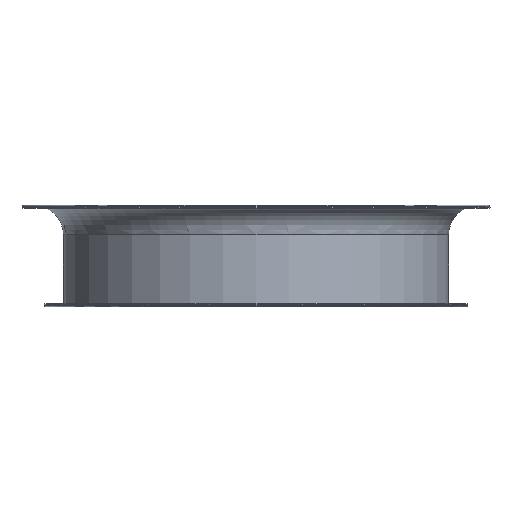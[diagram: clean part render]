
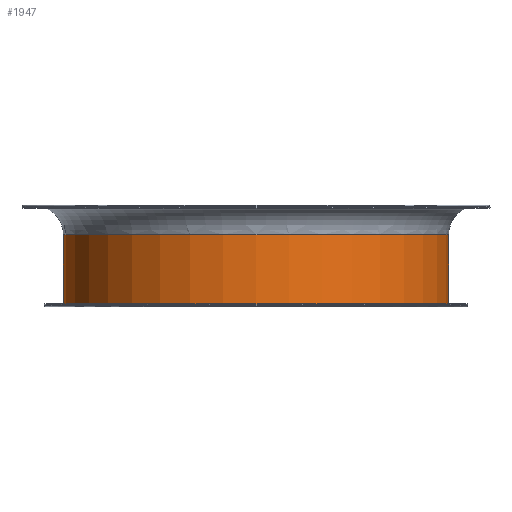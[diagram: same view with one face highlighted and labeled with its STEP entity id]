
A CAD part, left-side view. The second image highlights one B-rep face of the part: STEP entity #1947.
In plain terms, the highlighted cylindrical face has radius 568 mm (diameter 1136 mm), a partial arc.
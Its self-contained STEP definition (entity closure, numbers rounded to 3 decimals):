
#21 = AXIS2_PLACEMENT_3D ( 'NONE', #684, #3859, #1694 ) ;
#29 = DIRECTION ( 'NONE',  ( 0., 0., 1. ) ) ;
#63 = CYLINDRICAL_SURFACE ( 'NONE', #21, 568. ) ;
#199 = CARTESIAN_POINT ( 'NONE',  ( 0., 568., 213. ) ) ;
#442 = DIRECTION ( 'NONE',  ( 0., 0., 1. ) ) ;
#666 = LINE ( 'NONE', #1381, #1751 ) ;
#684 = CARTESIAN_POINT ( 'NONE',  ( 0., 0., 0. ) ) ;
#955 = EDGE_CURVE ( 'NONE', #1079, #3084, #3913, .T. ) ;
#1055 = FACE_OUTER_BOUND ( 'NONE', #4320, .T. ) ;
#1079 = VERTEX_POINT ( 'NONE', #4584 ) ;
#1096 = EDGE_CURVE ( 'NONE', #1079, #3877, #4534, .T. ) ;
#1108 = ORIENTED_EDGE ( 'NONE', *, *, #4393, .T. ) ;
#1381 = CARTESIAN_POINT ( 'NONE',  ( 0., -568., 0. ) ) ;
#1486 = EDGE_CURVE ( 'NONE', #3084, #2664, #2670, .T. ) ;
#1670 = CARTESIAN_POINT ( 'NONE',  ( 0., 568., 0. ) ) ;
#1694 = DIRECTION ( 'NONE',  ( 0., -1., 0. ) ) ;
#1728 = CARTESIAN_POINT ( 'NONE',  ( 0., -568., 213. ) ) ;
#1751 = VECTOR ( 'NONE', #442, 1000. ) ;
#1810 = DIRECTION ( 'NONE',  ( 0., -1., 0. ) ) ;
#1947 = ADVANCED_FACE ( 'NONE', ( #1055 ), #63, .T. ) ;
#2131 = DIRECTION ( 'NONE',  ( 0., 0., 1. ) ) ;
#2664 = VERTEX_POINT ( 'NONE', #1728 ) ;
#2670 = CIRCLE ( 'NONE', #3335, 568. ) ;
#2886 = CARTESIAN_POINT ( 'NONE',  ( 0., 0., 7. ) ) ;
#3024 = ORIENTED_EDGE ( 'NONE', *, *, #1486, .F. ) ;
#3084 = VERTEX_POINT ( 'NONE', #199 ) ;
#3130 = VECTOR ( 'NONE', #3484, 1000. ) ;
#3335 = AXIS2_PLACEMENT_3D ( 'NONE', #3961, #29, #1810 ) ;
#3484 = DIRECTION ( 'NONE',  ( 0., 0., 1. ) ) ;
#3604 = AXIS2_PLACEMENT_3D ( 'NONE', #2886, #2131, #3957 ) ;
#3859 = DIRECTION ( 'NONE',  ( 0., 0., 1. ) ) ;
#3877 = VERTEX_POINT ( 'NONE', #4566 ) ;
#3913 = LINE ( 'NONE', #1670, #3130 ) ;
#3957 = DIRECTION ( 'NONE',  ( 0., -1., 0. ) ) ;
#3961 = CARTESIAN_POINT ( 'NONE',  ( 0., 0., 213. ) ) ;
#4145 = ORIENTED_EDGE ( 'NONE', *, *, #1096, .T. ) ;
#4154 = ORIENTED_EDGE ( 'NONE', *, *, #955, .F. ) ;
#4320 = EDGE_LOOP ( 'NONE', ( #4154, #4145, #1108, #3024 ) ) ;
#4393 = EDGE_CURVE ( 'NONE', #3877, #2664, #666, .T. ) ;
#4534 = CIRCLE ( 'NONE', #3604, 568. ) ;
#4566 = CARTESIAN_POINT ( 'NONE',  ( 0., -568., 7. ) ) ;
#4584 = CARTESIAN_POINT ( 'NONE',  ( 0., 568., 7. ) ) ;
